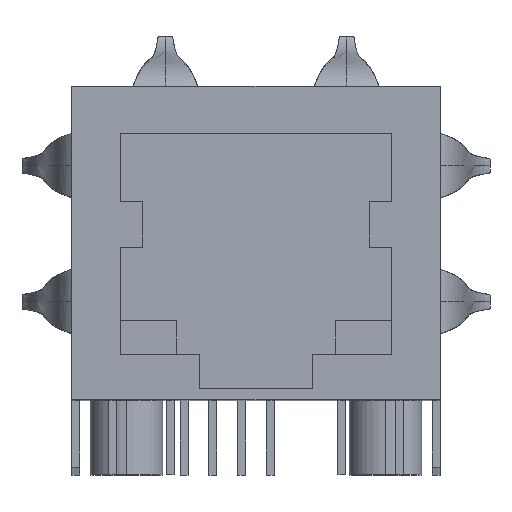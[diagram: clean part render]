
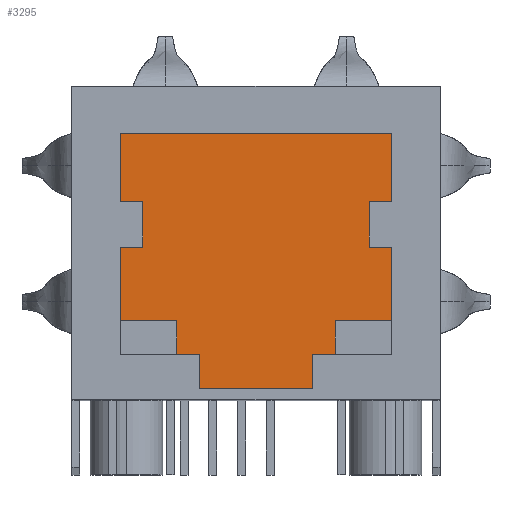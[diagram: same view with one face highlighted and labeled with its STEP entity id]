
A CAD part, top view. The second image highlights one B-rep face of the part: STEP entity #3295.
In plain terms, the highlighted planar face has unit normal (0, 0, 1).
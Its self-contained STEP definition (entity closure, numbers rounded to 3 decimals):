
#3295 = ADVANCED_FACE('',(#3296),#3458,.F.);
#3296 = FACE_BOUND('',#3297,.T.);
#3297 = EDGE_LOOP('',(#3298,#3308,#3316,#3324,#3332,#3340,#3348,#3356,
    #3364,#3372,#3380,#3388,#3396,#3404,#3412,#3420,#3428,#3436,#3444,
    #3452));
#3298 = ORIENTED_EDGE('',*,*,#3299,.F.);
#3299 = EDGE_CURVE('',#3300,#3302,#3304,.T.);
#3300 = VERTEX_POINT('',#3301);
#3301 = CARTESIAN_POINT('',(27.375,-19.77,
    9.236));
#3302 = VERTEX_POINT('',#3303);
#3303 = CARTESIAN_POINT('',(24.875,-19.77,
    9.236));
#3304 = LINE('',#3305,#3306);
#3305 = CARTESIAN_POINT('',(27.375,-19.77,
    9.236));
#3306 = VECTOR('',#3307,1.);
#3307 = DIRECTION('',(-1.,0.,0.));
#3308 = ORIENTED_EDGE('',*,*,#3309,.T.);
#3309 = EDGE_CURVE('',#3300,#3310,#3312,.T.);
#3310 = VERTEX_POINT('',#3311);
#3311 = CARTESIAN_POINT('',(27.375,-16.53,
    9.236));
#3312 = LINE('',#3313,#3314);
#3313 = CARTESIAN_POINT('',(27.375,-21.27,
    9.236));
#3314 = VECTOR('',#3315,1.);
#3315 = DIRECTION('',(0.,1.,0.));
#3316 = ORIENTED_EDGE('',*,*,#3317,.T.);
#3317 = EDGE_CURVE('',#3310,#3318,#3320,.T.);
#3318 = VERTEX_POINT('',#3319);
#3319 = CARTESIAN_POINT('',(26.375,-16.53,
    9.236));
#3320 = LINE('',#3321,#3322);
#3321 = CARTESIAN_POINT('',(27.375,-16.53,
    9.236));
#3322 = VECTOR('',#3323,1.);
#3323 = DIRECTION('',(-1.,0.,0.));
#3324 = ORIENTED_EDGE('',*,*,#3325,.T.);
#3325 = EDGE_CURVE('',#3318,#3326,#3328,.T.);
#3326 = VERTEX_POINT('',#3327);
#3327 = CARTESIAN_POINT('',(26.375,-14.53,
    9.236));
#3328 = LINE('',#3329,#3330);
#3329 = CARTESIAN_POINT('',(26.375,-16.53,
    9.236));
#3330 = VECTOR('',#3331,1.);
#3331 = DIRECTION('',(0.,1.,0.));
#3332 = ORIENTED_EDGE('',*,*,#3333,.T.);
#3333 = EDGE_CURVE('',#3326,#3334,#3336,.T.);
#3334 = VERTEX_POINT('',#3335);
#3335 = CARTESIAN_POINT('',(27.375,-14.53,
    9.236));
#3336 = LINE('',#3337,#3338);
#3337 = CARTESIAN_POINT('',(26.375,-14.53,
    9.236));
#3338 = VECTOR('',#3339,1.);
#3339 = DIRECTION('',(1.,0.,0.));
#3340 = ORIENTED_EDGE('',*,*,#3341,.T.);
#3341 = EDGE_CURVE('',#3334,#3342,#3344,.T.);
#3342 = VERTEX_POINT('',#3343);
#3343 = CARTESIAN_POINT('',(27.375,-11.53,
    9.236));
#3344 = LINE('',#3345,#3346);
#3345 = CARTESIAN_POINT('',(27.375,-14.53,
    9.236));
#3346 = VECTOR('',#3347,1.);
#3347 = DIRECTION('',(0.,1.,0.));
#3348 = ORIENTED_EDGE('',*,*,#3349,.T.);
#3349 = EDGE_CURVE('',#3342,#3350,#3352,.T.);
#3350 = VERTEX_POINT('',#3351);
#3351 = CARTESIAN_POINT('',(15.375,-11.53,
    9.236));
#3352 = LINE('',#3353,#3354);
#3353 = CARTESIAN_POINT('',(15.375,-11.53,
    9.236));
#3354 = VECTOR('',#3355,1.);
#3355 = DIRECTION('',(-1.,0.,-0.));
#3356 = ORIENTED_EDGE('',*,*,#3357,.T.);
#3357 = EDGE_CURVE('',#3350,#3358,#3360,.T.);
#3358 = VERTEX_POINT('',#3359);
#3359 = CARTESIAN_POINT('',(15.375,-14.53,
    9.236));
#3360 = LINE('',#3361,#3362);
#3361 = CARTESIAN_POINT('',(15.375,-14.53,
    9.236));
#3362 = VECTOR('',#3363,1.);
#3363 = DIRECTION('',(0.,-1.,0.));
#3364 = ORIENTED_EDGE('',*,*,#3365,.T.);
#3365 = EDGE_CURVE('',#3358,#3366,#3368,.T.);
#3366 = VERTEX_POINT('',#3367);
#3367 = CARTESIAN_POINT('',(16.375,-14.53,
    9.236));
#3368 = LINE('',#3369,#3370);
#3369 = CARTESIAN_POINT('',(16.375,-14.53,
    9.236));
#3370 = VECTOR('',#3371,1.);
#3371 = DIRECTION('',(1.,0.,0.));
#3372 = ORIENTED_EDGE('',*,*,#3373,.T.);
#3373 = EDGE_CURVE('',#3366,#3374,#3376,.T.);
#3374 = VERTEX_POINT('',#3375);
#3375 = CARTESIAN_POINT('',(16.375,-16.53,
    9.236));
#3376 = LINE('',#3377,#3378);
#3377 = CARTESIAN_POINT('',(16.375,-16.53,
    9.236));
#3378 = VECTOR('',#3379,1.);
#3379 = DIRECTION('',(0.,-1.,0.));
#3380 = ORIENTED_EDGE('',*,*,#3381,.T.);
#3381 = EDGE_CURVE('',#3374,#3382,#3384,.T.);
#3382 = VERTEX_POINT('',#3383);
#3383 = CARTESIAN_POINT('',(15.375,-16.53,
    9.236));
#3384 = LINE('',#3385,#3386);
#3385 = CARTESIAN_POINT('',(15.375,-16.53,
    9.236));
#3386 = VECTOR('',#3387,1.);
#3387 = DIRECTION('',(-1.,0.,-0.));
#3388 = ORIENTED_EDGE('',*,*,#3389,.T.);
#3389 = EDGE_CURVE('',#3382,#3390,#3392,.T.);
#3390 = VERTEX_POINT('',#3391);
#3391 = CARTESIAN_POINT('',(15.375,-19.77,
    9.236));
#3392 = LINE('',#3393,#3394);
#3393 = CARTESIAN_POINT('',(15.375,-21.27,
    9.236));
#3394 = VECTOR('',#3395,1.);
#3395 = DIRECTION('',(0.,-1.,0.));
#3396 = ORIENTED_EDGE('',*,*,#3397,.F.);
#3397 = EDGE_CURVE('',#3398,#3390,#3400,.T.);
#3398 = VERTEX_POINT('',#3399);
#3399 = CARTESIAN_POINT('',(17.875,-19.77,
    9.236));
#3400 = LINE('',#3401,#3402);
#3401 = CARTESIAN_POINT('',(15.375,-19.77,
    9.236));
#3402 = VECTOR('',#3403,1.);
#3403 = DIRECTION('',(-1.,-0.,-0.));
#3404 = ORIENTED_EDGE('',*,*,#3405,.F.);
#3405 = EDGE_CURVE('',#3406,#3398,#3408,.T.);
#3406 = VERTEX_POINT('',#3407);
#3407 = CARTESIAN_POINT('',(17.875,-21.27,
    9.236));
#3408 = LINE('',#3409,#3410);
#3409 = CARTESIAN_POINT('',(17.875,-19.77,
    9.236));
#3410 = VECTOR('',#3411,1.);
#3411 = DIRECTION('',(0.,1.,0.));
#3412 = ORIENTED_EDGE('',*,*,#3413,.T.);
#3413 = EDGE_CURVE('',#3406,#3414,#3416,.T.);
#3414 = VERTEX_POINT('',#3415);
#3415 = CARTESIAN_POINT('',(18.875,-21.27,
    9.236));
#3416 = LINE('',#3417,#3418);
#3417 = CARTESIAN_POINT('',(18.875,-21.27,
    9.236));
#3418 = VECTOR('',#3419,1.);
#3419 = DIRECTION('',(1.,0.,0.));
#3420 = ORIENTED_EDGE('',*,*,#3421,.T.);
#3421 = EDGE_CURVE('',#3414,#3422,#3424,.T.);
#3422 = VERTEX_POINT('',#3423);
#3423 = CARTESIAN_POINT('',(18.875,-22.77,
    9.236));
#3424 = LINE('',#3425,#3426);
#3425 = CARTESIAN_POINT('',(18.875,-22.77,
    9.236));
#3426 = VECTOR('',#3427,1.);
#3427 = DIRECTION('',(0.,-1.,0.));
#3428 = ORIENTED_EDGE('',*,*,#3429,.T.);
#3429 = EDGE_CURVE('',#3422,#3430,#3432,.T.);
#3430 = VERTEX_POINT('',#3431);
#3431 = CARTESIAN_POINT('',(23.875,-22.77,
    9.236));
#3432 = LINE('',#3433,#3434);
#3433 = CARTESIAN_POINT('',(18.875,-22.77,
    9.236));
#3434 = VECTOR('',#3435,1.);
#3435 = DIRECTION('',(1.,0.,0.));
#3436 = ORIENTED_EDGE('',*,*,#3437,.T.);
#3437 = EDGE_CURVE('',#3430,#3438,#3440,.T.);
#3438 = VERTEX_POINT('',#3439);
#3439 = CARTESIAN_POINT('',(23.875,-21.27,
    9.236));
#3440 = LINE('',#3441,#3442);
#3441 = CARTESIAN_POINT('',(23.875,-22.77,
    9.236));
#3442 = VECTOR('',#3443,1.);
#3443 = DIRECTION('',(0.,1.,0.));
#3444 = ORIENTED_EDGE('',*,*,#3445,.T.);
#3445 = EDGE_CURVE('',#3438,#3446,#3448,.T.);
#3446 = VERTEX_POINT('',#3447);
#3447 = CARTESIAN_POINT('',(24.875,-21.27,
    9.236));
#3448 = LINE('',#3449,#3450);
#3449 = CARTESIAN_POINT('',(23.875,-21.27,
    9.236));
#3450 = VECTOR('',#3451,1.);
#3451 = DIRECTION('',(1.,0.,0.));
#3452 = ORIENTED_EDGE('',*,*,#3453,.F.);
#3453 = EDGE_CURVE('',#3302,#3446,#3454,.T.);
#3454 = LINE('',#3455,#3456);
#3455 = CARTESIAN_POINT('',(24.875,-19.77,
    9.236));
#3456 = VECTOR('',#3457,1.);
#3457 = DIRECTION('',(0.,-1.,0.));
#3458 = PLANE('',#3459);
#3459 = AXIS2_PLACEMENT_3D('',#3460,#3461,#3462);
#3460 = CARTESIAN_POINT('',(21.375,-16.35,
    9.236));
#3461 = DIRECTION('',(0.,0.,-1.));
#3462 = DIRECTION('',(-1.,0.,0.));
